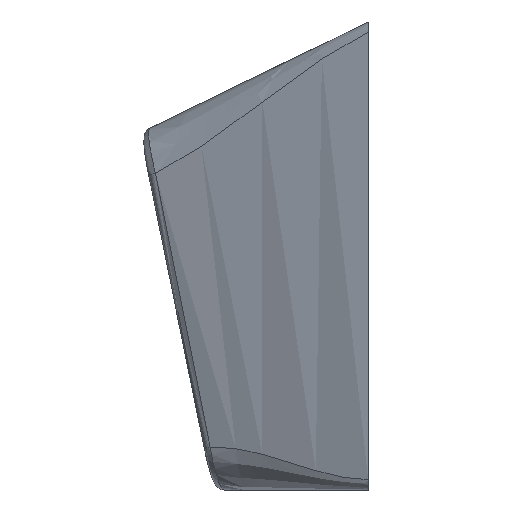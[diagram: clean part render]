
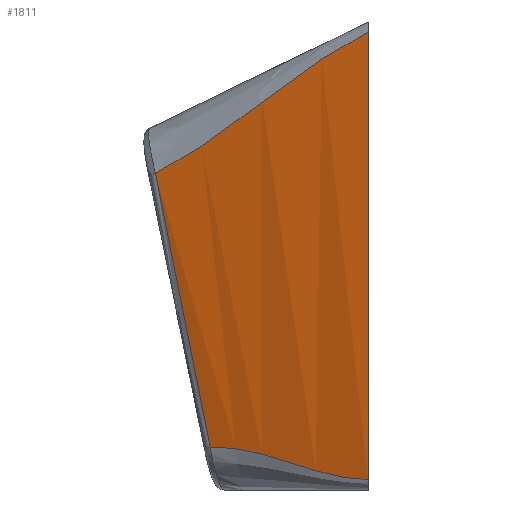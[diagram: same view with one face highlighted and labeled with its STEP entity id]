
A CAD part, left-side view. The second image highlights one B-rep face of the part: STEP entity #1811.
In plain terms, the highlighted free-form (B-spline) face has degree [3, 1] with [6, 2] control points.
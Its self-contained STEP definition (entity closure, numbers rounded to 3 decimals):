
#1588=VERTEX_POINT('',#1589);
#1589=CARTESIAN_POINT('',(0.0,0.0,-0.383));
#1601=EDGE_CURVE('',#1588,#1602,#1604,.F.);
#1602=VERTEX_POINT('',#1603);
#1603=CARTESIAN_POINT('',(0.0,0.0,-17.6));
#1604=LINE('',#1605,#1606);
#1605=CARTESIAN_POINT('',(0.0,0.0,0.0));
#1606=VECTOR('',#1607,1.0);
#1607=DIRECTION('',(0.0,0.0,1.0));
#1811=ADVANCED_FACE('',(#1812),#1919,.F.);
#1812=FACE_BOUND('',#1813,.T.);
#1813=EDGE_LOOP('',(#1814,#1856,#1871,#1918));
#1814=ORIENTED_EDGE('',*,*,#1815,.T.);
#1815=EDGE_CURVE('',#1588,#1816,#1818,.T.);
#1816=VERTEX_POINT('',#1817);
#1817=CARTESIAN_POINT('',(2.9,8.179,-5.82));
#1818=B_SPLINE_CURVE_WITH_KNOTS('',4,(#1819,#1820,#1821,#1822,#1823,#1824,#1825,#1826,#1827,#1828,#1829,#1830,#1831,#1832,#1833,#1834,#1835,#1836,#1837,#1838,#1839,#1840,#1841,#1842,#1843,#1844,#1845,#1846,#1847,#1848,#1849,#1850,#1851,#1852,#1853,#1854,#1855),.UNSPECIFIED.,.F.,.U.,(5,4,4,4,4,4,4,4,4,5),(0.0,0.125,0.25,0.375,0.5,0.625,0.75,0.875,0.938,0.97),.UNSPECIFIED.);
#1819=CARTESIAN_POINT('',(0.,0.,-0.383));
#1820=CARTESIAN_POINT('',(0.092,0.267,-0.517));
#1821=CARTESIAN_POINT('',(0.185,0.539,-0.664));
#1822=CARTESIAN_POINT('',(0.28,0.815,-0.823));
#1823=CARTESIAN_POINT('',(0.377,1.096,-0.993));
#1824=CARTESIAN_POINT('',(0.464,1.35,-1.148));
#1825=CARTESIAN_POINT('',(0.555,1.612,-1.315));
#1826=CARTESIAN_POINT('',(0.648,1.881,-1.494));
#1827=CARTESIAN_POINT('',(0.744,2.157,-1.683));
#1828=CARTESIAN_POINT('',(0.827,2.394,-1.847));
#1829=CARTESIAN_POINT('',(0.915,2.647,-2.026));
#1830=CARTESIAN_POINT('',(1.008,2.914,-2.219));
#1831=CARTESIAN_POINT('',(1.107,3.195,-2.426));
#1832=CARTESIAN_POINT('',(1.177,3.392,-2.572));
#1833=CARTESIAN_POINT('',(1.261,3.63,-2.75));
#1834=CARTESIAN_POINT('',(1.359,3.906,-2.958));
#1835=CARTESIAN_POINT('',(1.471,4.222,-3.195));
#1836=CARTESIAN_POINT('',(1.613,4.619,-3.495));
#1837=CARTESIAN_POINT('',(1.722,4.921,-3.72));
#1838=CARTESIAN_POINT('',(1.798,5.131,-3.876));
#1839=CARTESIAN_POINT('',(1.84,5.249,-3.962));
#1840=CARTESIAN_POINT('',(1.946,5.542,-4.177));
#1841=CARTESIAN_POINT('',(2.044,5.813,-4.37));
#1842=CARTESIAN_POINT('',(2.134,6.062,-4.544));
#1843=CARTESIAN_POINT('',(2.217,6.289,-4.698));
#1844=CARTESIAN_POINT('',(2.321,6.575,-4.89));
#1845=CARTESIAN_POINT('',(2.419,6.847,-5.067));
#1846=CARTESIAN_POINT('',(2.514,7.107,-5.227));
#1847=CARTESIAN_POINT('',(2.604,7.355,-5.373));
#1848=CARTESIAN_POINT('',(2.654,7.495,-5.455));
#1849=CARTESIAN_POINT('',(2.704,7.633,-5.533));
#1850=CARTESIAN_POINT('',(2.753,7.769,-5.607));
#1851=CARTESIAN_POINT('',(2.801,7.902,-5.677));
#1852=CARTESIAN_POINT('',(2.819,7.954,-5.705));
#1853=CARTESIAN_POINT('',(2.842,8.017,-5.738));
#1854=CARTESIAN_POINT('',(2.869,8.092,-5.776));
#1855=CARTESIAN_POINT('',(2.9,8.179,-5.82));
#1856=ORIENTED_EDGE('',*,*,#1857,.T.);
#1857=EDGE_CURVE('',#1816,#1858,#1860,.T.);
#1858=VERTEX_POINT('',#1859);
#1859=CARTESIAN_POINT('',(2.88,6.08,-16.347));
#1860=B_SPLINE_CURVE_WITH_KNOTS('',3,(#1861,#1862,#1863,#1864,#1865,#1866,#1867,#1868,#1869,#1870),.UNSPECIFIED.,.F.,.U.,(4,2,2,2,4),(-5.158,0.,5.367,10.734,15.893),.UNSPECIFIED.);
#1861=CARTESIAN_POINT('',(2.908,9.195,-0.763));
#1862=CARTESIAN_POINT('',(2.906,8.856,-2.449));
#1863=CARTESIAN_POINT('',(2.903,8.517,-4.135));
#1864=CARTESIAN_POINT('',(2.897,7.827,-7.574));
#1865=CARTESIAN_POINT('',(2.894,7.476,-9.328));
#1866=CARTESIAN_POINT('',(2.887,6.776,-12.837));
#1867=CARTESIAN_POINT('',(2.884,6.428,-14.592));
#1868=CARTESIAN_POINT('',(2.877,5.747,-18.033));
#1869=CARTESIAN_POINT('',(2.873,5.414,-19.72));
#1870=CARTESIAN_POINT('',(2.87,5.084,-21.407));
#1871=ORIENTED_EDGE('',*,*,#1872,.T.);
#1872=EDGE_CURVE('',#1858,#1602,#1873,.T.);
#1873=B_SPLINE_CURVE_WITH_KNOTS('',4,(#1874,#1875,#1876,#1877,#1878,#1879,#1880,#1881,#1882,#1883,#1884,#1885,#1886,#1887,#1888,#1889,#1890,#1891,#1892,#1893,#1894,#1895,#1896,#1897,#1898,#1899,#1900,#1901,#1902,#1903,#1904,#1905,#1906,#1907,#1908,#1909,#1910,#1911,#1912,#1913,#1914,#1915,#1916,#1917),.UNSPECIFIED.,.F.,.U.,(5,4,4,4,4,4,4,3,4,4,4,5),(0.037,0.063,0.125,0.25,0.375,0.438,0.5,0.509,0.625,0.75,0.875,1.0),.UNSPECIFIED.);
#1874=CARTESIAN_POINT('',(2.88,6.08,-16.347));
#1875=CARTESIAN_POINT('',(2.859,6.035,-16.346));
#1876=CARTESIAN_POINT('',(2.841,5.996,-16.345));
#1877=CARTESIAN_POINT('',(2.825,5.963,-16.344));
#1878=CARTESIAN_POINT('',(2.813,5.938,-16.344));
#1879=CARTESIAN_POINT('',(2.768,5.841,-16.344));
#1880=CARTESIAN_POINT('',(2.723,5.743,-16.346));
#1881=CARTESIAN_POINT('',(2.676,5.643,-16.35));
#1882=CARTESIAN_POINT('',(2.629,5.54,-16.358));
#1883=CARTESIAN_POINT('',(2.544,5.358,-16.371));
#1884=CARTESIAN_POINT('',(2.455,5.165,-16.393));
#1885=CARTESIAN_POINT('',(2.362,4.961,-16.425));
#1886=CARTESIAN_POINT('',(2.263,4.746,-16.467));
#1887=CARTESIAN_POINT('',(2.186,4.577,-16.501));
#1888=CARTESIAN_POINT('',(2.099,4.389,-16.543));
#1889=CARTESIAN_POINT('',(2.004,4.181,-16.595));
#1890=CARTESIAN_POINT('',(1.899,3.954,-16.659));
#1891=CARTESIAN_POINT('',(1.862,3.873,-16.681));
#1892=CARTESIAN_POINT('',(1.819,3.78,-16.708));
#1893=CARTESIAN_POINT('',(1.77,3.675,-16.739));
#1894=CARTESIAN_POINT('',(1.716,3.558,-16.774));
#1895=CARTESIAN_POINT('',(1.67,3.459,-16.804));
#1896=CARTESIAN_POINT('',(1.624,3.36,-16.835));
#1897=CARTESIAN_POINT('',(1.578,3.261,-16.866));
#1898=CARTESIAN_POINT('',(1.531,3.163,-16.897));
#1899=CARTESIAN_POINT('',(1.523,3.146,-16.903));
#1900=CARTESIAN_POINT('',(1.516,3.129,-16.908));
#1901=CARTESIAN_POINT('',(1.508,3.112,-16.913));
#1902=CARTESIAN_POINT('',(1.404,2.89,-16.984));
#1903=CARTESIAN_POINT('',(1.315,2.701,-17.045));
#1904=CARTESIAN_POINT('',(1.232,2.528,-17.1));
#1905=CARTESIAN_POINT('',(1.158,2.371,-17.149));
#1906=CARTESIAN_POINT('',(1.055,2.157,-17.215));
#1907=CARTESIAN_POINT('',(0.958,1.954,-17.275));
#1908=CARTESIAN_POINT('',(0.865,1.762,-17.329));
#1909=CARTESIAN_POINT('',(0.777,1.581,-17.375));
#1910=CARTESIAN_POINT('',(0.676,1.372,-17.428));
#1911=CARTESIAN_POINT('',(0.578,1.172,-17.473));
#1912=CARTESIAN_POINT('',(0.483,0.978,-17.51));
#1913=CARTESIAN_POINT('',(0.39,0.79,-17.539));
#1914=CARTESIAN_POINT('',(0.291,0.589,-17.569));
#1915=CARTESIAN_POINT('',(0.193,0.391,-17.59));
#1916=CARTESIAN_POINT('',(0.096,0.194,-17.6));
#1917=CARTESIAN_POINT('',(0.,0.,-17.6));
#1918=ORIENTED_EDGE('',*,*,#1601,.F.);
#1919=B_SPLINE_SURFACE_WITH_KNOTS('',3,1,((#1920,#1921),(#1922,#1923),(#1924,#1925),(#1926,#1927),(#1928,#1929),(#1930,#1931)),.UNSPECIFIED.,.F.,.F.,.U.,(4,2,4),(2,2),(0.0,0.5,1.0),(0.0,1.0),.UNSPECIFIED.);
#1920=CARTESIAN_POINT('',(0.0,0.0,-18.0));
#1921=CARTESIAN_POINT('',(0.0,0.0,0.0));
#1922=CARTESIAN_POINT('',(0.5,1.0,-18.0));
#1923=CARTESIAN_POINT('',(0.5,1.467,-0.714));
#1924=CARTESIAN_POINT('',(1.0,2.0,-18.0));
#1925=CARTESIAN_POINT('',(1.0,2.933,-1.428));
#1926=CARTESIAN_POINT('',(2.0,4.0,-18.0));
#1927=CARTESIAN_POINT('',(2.0,5.867,-2.855));
#1928=CARTESIAN_POINT('',(2.5,5.0,-18.0));
#1929=CARTESIAN_POINT('',(2.5,7.333,-3.569));
#1930=CARTESIAN_POINT('',(3.0,6.0,-18.0));
#1931=CARTESIAN_POINT('',(3.0,8.8,-4.283));
